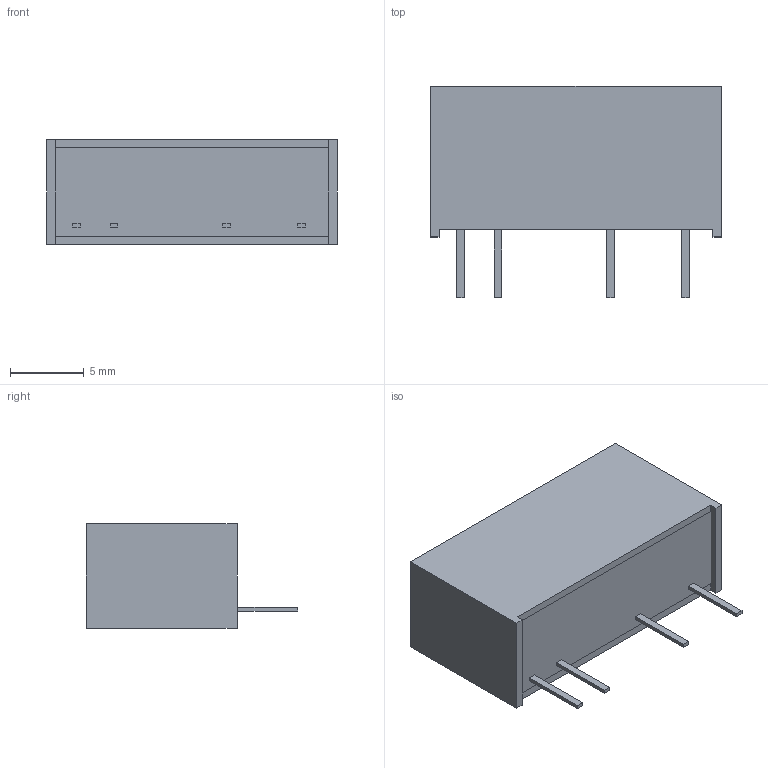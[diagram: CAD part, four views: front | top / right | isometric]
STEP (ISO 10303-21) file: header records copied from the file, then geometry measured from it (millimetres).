
FILE_DESCRIPTION(/* description */ ('FreeCAD Model'),/* implementation_level */ '2;1');
FILE_NAME(/* name */ 'RFMM.stp',/* time_stamp */ '2020-02-19T10:37:13+01:00',/* author */ ('franc'),/* organization */ (''),/* preprocessor_version */ 'ST-DEVELOPER v18',/* originating_system */ 'Autodesk Inventor 2020',/* authorisation */ 'Unknown');
FILE_SCHEMA (('AUTOMOTIVE_DESIGN { 1 0 10303 214 3 1 1 }'));
Length unit declared in the file: millimetre
Products named in the file (7): RFMM; RP-xx06S_case; RP-xx06S_potting; RP-xx06S_pin2(-Vin); RP-xx06S_pin1(+Vin); RP-xx06S_pin5(-Vout); RP-xx06S_pin7(+Vout)
Assembly tree (6 placements, depth 2):
  RFMM
    RP-xx06S_case
    RP-xx06S_potting
    RP-xx06S_pin2(-Vin)
    RP-xx06S_pin1(+Vin)
    RP-xx06S_pin5(-Vout)
    RP-xx06S_pin7(+Vout)
Bounding box: 19.65 x 14.3 x 7.05 mm (x, y, z)
Volume: 1346.9 mm3; surface area: 1952.7 mm2
Topology: 6 solids, 6 shells, 142 faces, 357 edges, 238 vertices
Faces by surface type: plane 130, cylinder 12
Entity records: 4635 total; most frequent: CARTESIAN_POINT 750, ORIENTED_EDGE 714, DIRECTION 691, EDGE_CURVE 357, LINE 333, VECTOR 333, VERTEX_POINT 238, AXIS2_PLACEMENT_3D 179
